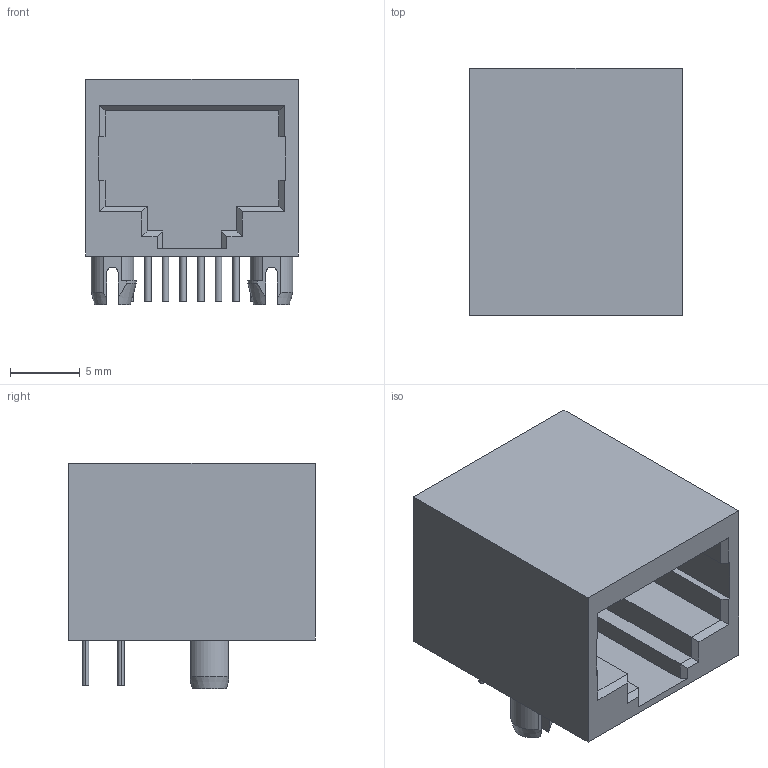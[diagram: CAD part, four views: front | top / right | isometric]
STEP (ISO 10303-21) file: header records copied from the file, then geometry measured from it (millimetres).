
FILE_DESCRIPTION(('FreeCAD Model'),'2;1');
FILE_NAME('54602-908LF--3DModel-STEP-56544.STEP','2020-08-05T16:54:06',('Author'),(''), 'Open CASCADE STEP processor 7.3','FreeCAD','Unknown');
FILE_SCHEMA(('AUTOMOTIVE_DESIGN { 1 0 10303 214 1 1 1 1 }'));
Length unit declared in the file: millimetre
Products named in the file (1): 54602-908LF
Bounding box: 15.3 x 17.74 x 16.2 mm (x, y, z)
Volume: 2157.3 mm3; surface area: 2081.2 mm2
Topology: 9 solids, 9 shells, 104 faces, 1195 edges, 4936 vertices
Faces by surface type: plane 76, cylinder 24, cone 4
Entity records: 23098 total; most frequent: CARTESIAN_POINT 7530, DIRECTION 2023, LINE 1253, VECTOR 1253, GEOMETRIC_CURVE_SET 957, TRIMMED_CURVE 956, STYLED_ITEM 643, PRESENTATION_STYLE_ASSIGNMENT 643
